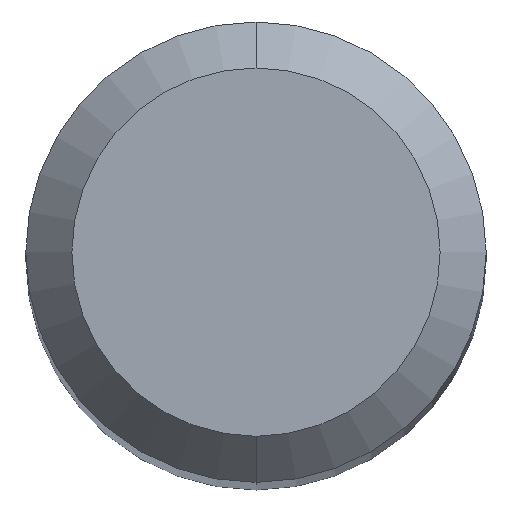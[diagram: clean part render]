
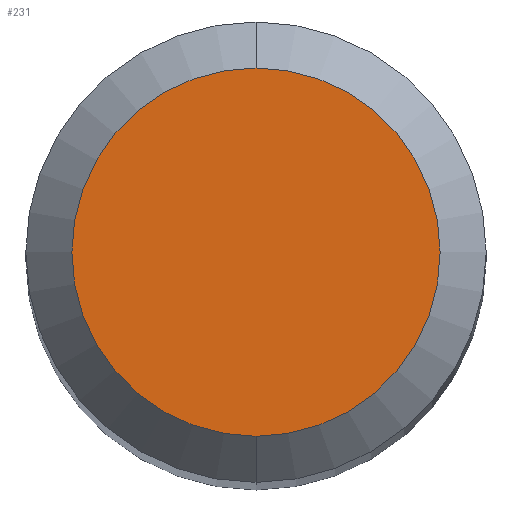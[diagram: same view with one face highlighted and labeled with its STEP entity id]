
A CAD part, top view. The second image highlights one B-rep face of the part: STEP entity #231.
In plain terms, the highlighted planar face has unit normal (0, 0, 1).
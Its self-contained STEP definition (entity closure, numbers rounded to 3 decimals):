
#201=VERTEX_POINT('',#510);
#213=EDGE_CURVE('',#279,#201,#523,.T.);
#231=ADVANCED_FACE('',(#543),#544,.T.);
#279=VERTEX_POINT('',#598);
#411=EDGE_CURVE('',#201,#279,#745,.T.);
#510=CARTESIAN_POINT('',(0.,-1.2,0.0));
#523=CIRCLE('',#922,1.2);
#543=FACE_OUTER_BOUND('',#947,.T.);
#544=PLANE('',#948);
#598=CARTESIAN_POINT('',(0.0,1.2,0.0));
#745=CIRCLE('',#1332,1.2);
#922=AXIS2_PLACEMENT_3D('',#1475,#1476,#1477);
#947=EDGE_LOOP('',(#1505,#1506));
#948=AXIS2_PLACEMENT_3D('',#1507,#1508,#1509);
#1332=AXIS2_PLACEMENT_3D('',#1740,#1741,#1742);
#1475=CARTESIAN_POINT('',(0.0,0.0,0.0));
#1476=DIRECTION('',(0.0,0.0,-1.0));
#1477=DIRECTION('',(0.0,1.0,0.0));
#1505=ORIENTED_EDGE('',*,*,#213,.F.);
#1506=ORIENTED_EDGE('',*,*,#411,.F.);
#1507=CARTESIAN_POINT('',(0.0,0.6,0.0));
#1508=DIRECTION('',(-0.0,0.0,1.0));
#1509=DIRECTION('',(0.0,-1.0,0.0));
#1740=CARTESIAN_POINT('',(0.0,0.0,0.0));
#1741=DIRECTION('',(0.0,0.0,-1.0));
#1742=DIRECTION('',(0.0,1.0,0.0));
